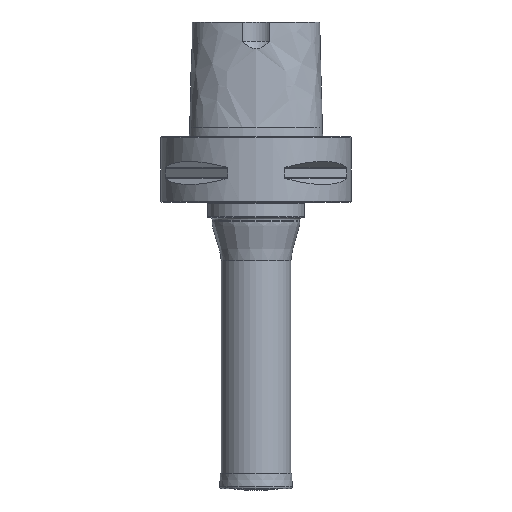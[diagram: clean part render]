
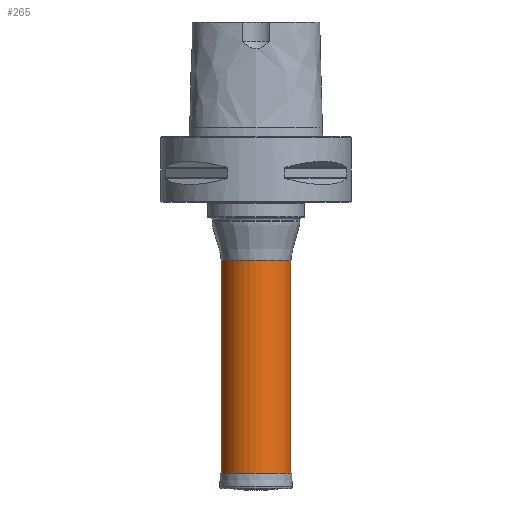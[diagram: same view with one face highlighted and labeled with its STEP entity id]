
A CAD part, front view. The second image highlights one B-rep face of the part: STEP entity #265.
In plain terms, the highlighted cylindrical face has radius 11.55 mm (diameter 23.1 mm), a full revolution.
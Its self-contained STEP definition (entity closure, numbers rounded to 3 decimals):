
#265=ADVANCED_FACE('TB_IB_SU_5',(#336,#337),#322,.T.);
#322=CYLINDRICAL_SURFACE('',#861,11.55);
#336=FACE_BOUND('',#406,.T.);
#337=FACE_BOUND('',#407,.T.);
#406=EDGE_LOOP('',(#498));
#407=EDGE_LOOP('',(#499));
#498=ORIENTED_EDGE('',*,*,#740,.T.);
#499=ORIENTED_EDGE('',*,*,#741,.F.);
#670=VERTEX_POINT('',#1170);
#671=VERTEX_POINT('',#1172);
#740=EDGE_CURVE('',#670,#670,#826,.T.);
#741=EDGE_CURVE('',#671,#671,#827,.T.);
#826=CIRCLE('',#859,11.55);
#827=CIRCLE('',#860,11.55);
#859=AXIS2_PLACEMENT_3D('',#1169,#955,#956);
#860=AXIS2_PLACEMENT_3D('',#1171,#957,#958);
#861=AXIS2_PLACEMENT_3D('',#1173,#959,#960);
#955=DIRECTION('',(0.,0.,-1.));
#956=DIRECTION('',(-1.,0.,0.));
#957=DIRECTION('',(0.,0.,-1.));
#958=DIRECTION('',(-1.,0.,0.));
#959=DIRECTION('',(0.,0.,-1.));
#960=DIRECTION('',(-1.,0.,0.));
#1169=CARTESIAN_POINT('',(0.,0.,-41.));
#1170=CARTESIAN_POINT('',(-11.55,0.,-41.));
#1171=CARTESIAN_POINT('',(0.,0.,-115.));
#1172=CARTESIAN_POINT('',(-11.55,0.,-115.));
#1173=CARTESIAN_POINT('',(0.,0.,0.));
